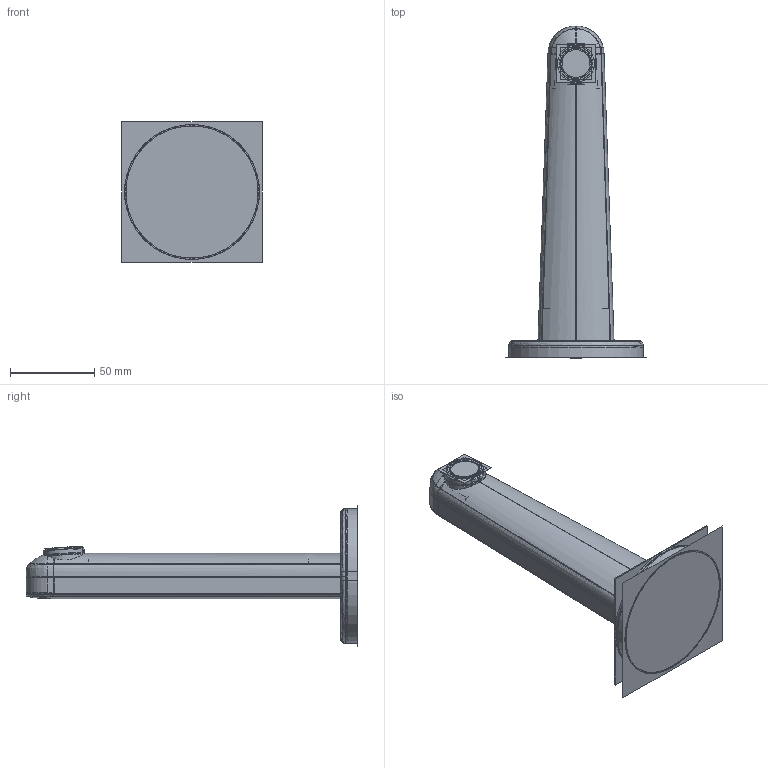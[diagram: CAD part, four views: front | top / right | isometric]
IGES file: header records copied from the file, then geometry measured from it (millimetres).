
Start section:  PTC IGES file: A42720.igs
Global section: file name: A42720.igs; native system: Creo Parametric by PTC Inc.; preprocessor: 2018300; author: tamer.unalp; organization: Unknown; date: 20201127.104729; units: millimetre
Bounding box: 83.2 x 196.75 x 83.23 mm (x, y, z)
Surface area: 291938.1 mm2 (no closed solid volume)
Topology: 0 solids, 0 shells, 542 faces, 8117 edges, 10595 vertices
Faces by surface type: bspline 296, revolution 246
